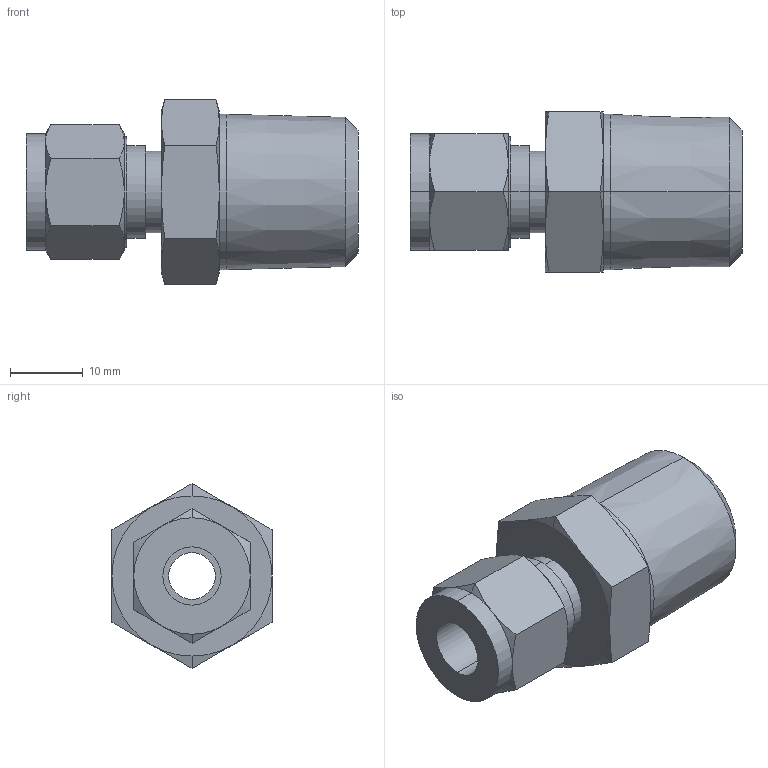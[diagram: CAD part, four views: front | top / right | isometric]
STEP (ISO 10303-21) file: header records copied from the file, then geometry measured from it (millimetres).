
FILE_DESCRIPTION (( 'STEP AP203' ), '1' );
FILE_NAME ('RizurLok-P-8(O)-RT 1.2(Pm).STEP', '2022-03-15T08:55:53', ( '' ), ( '' ), 'SwSTEP 2.0', 'SolidWorks 2020', '' );
FILE_SCHEMA (( 'CONFIG_CONTROL_DESIGN' ));
Length unit declared in the file: millimetre
Products named in the file (2): RizurLok-P-8(O)-RT 1.2(Pm)
Assembly tree (1 placements, depth 2):
  RizurLok-P-8(O)-RT 1.2(Pm)
    RizurLok-P-8(O)-RT 1.2(Pm)
Bounding box: 45.6 x 22 x 25.4 mm (x, y, z)
Volume: 11528.9 mm3; surface area: 4708.1 mm2
Topology: 1 solids, 1 shells, 170 faces, 427 edges, 272 vertices
Faces by surface type: plane 71, bspline 49, cone 36, cylinder 14
Entity records: 7575 total; most frequent: CARTESIAN_POINT 3698, ORIENTED_EDGE 854, DIRECTION 593, EDGE_CURVE 427, VERTEX_POINT 272, LINE 219, VECTOR 219, AXIS2_PLACEMENT_3D 187
